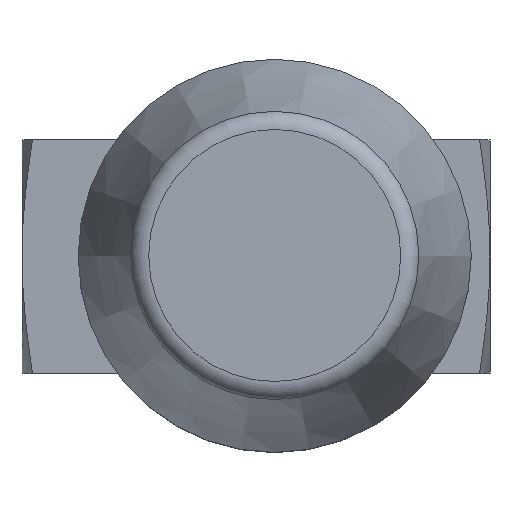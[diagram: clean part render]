
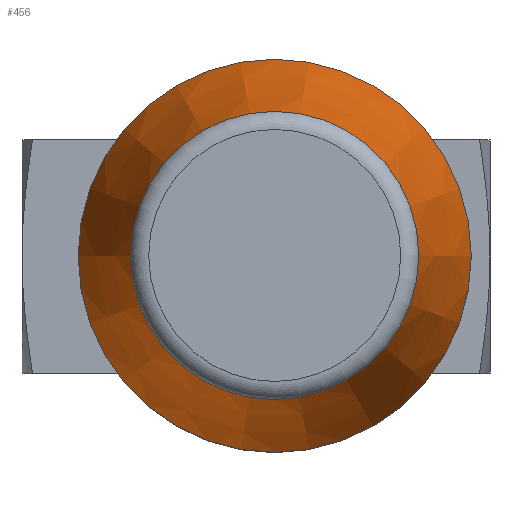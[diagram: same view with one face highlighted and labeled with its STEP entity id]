
A CAD part, top view. The second image highlights one B-rep face of the part: STEP entity #456.
In plain terms, the highlighted conical face has half-angle 15 degrees and reference radius 18.199 mm.
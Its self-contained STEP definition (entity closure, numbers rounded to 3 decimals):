
#90=FACE_BOUND('',#160,.T.);
#114=FACE_OUTER_BOUND('',#159,.T.);
#159=EDGE_LOOP('',(#359));
#160=EDGE_LOOP('',(#360));
#197=CIRCLE('',#508,21.);
#199=CIRCLE('',#513,15.397);
#229=VERTEX_POINT('',#751);
#231=VERTEX_POINT('',#758);
#275=EDGE_CURVE('',#229,#229,#197,.T.);
#277=EDGE_CURVE('',#231,#231,#199,.T.);
#359=ORIENTED_EDGE('',*,*,#277,.F.);
#360=ORIENTED_EDGE('',*,*,#275,.T.);
#428=CONICAL_SURFACE('',#512,18.199,15.);
#456=ADVANCED_FACE('',(#114,#90),#428,.T.);
#508=AXIS2_PLACEMENT_3D('',#752,#611,#612);
#512=AXIS2_PLACEMENT_3D('',#757,#619,#620);
#513=AXIS2_PLACEMENT_3D('',#759,#621,#622);
#611=DIRECTION('center_axis',(0.,0.,1.));
#612=DIRECTION('ref_axis',(-1.,0.,0.));
#619=DIRECTION('center_axis',(0.,0.,-1.));
#620=DIRECTION('ref_axis',(-1.,0.,0.));
#621=DIRECTION('center_axis',(0.,0.,1.));
#622=DIRECTION('ref_axis',(-1.,0.,0.));
#751=CARTESIAN_POINT('',(-21.,0.,48.908));
#752=CARTESIAN_POINT('Origin',(0.,0.,48.908));
#757=CARTESIAN_POINT('Origin',(0.,0.,59.363));
#758=CARTESIAN_POINT('',(-15.397,0.,69.818));
#759=CARTESIAN_POINT('Origin',(0.,0.,69.818));
